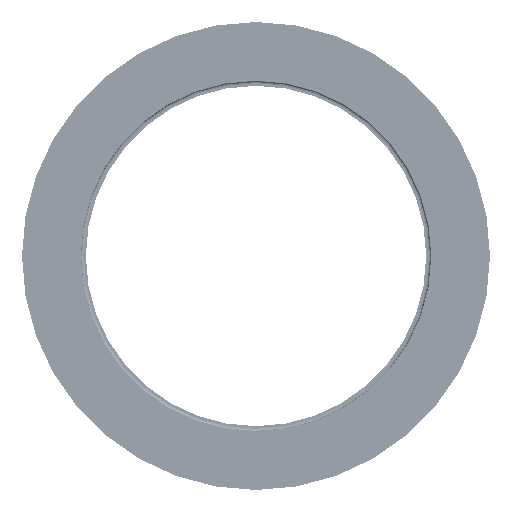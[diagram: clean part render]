
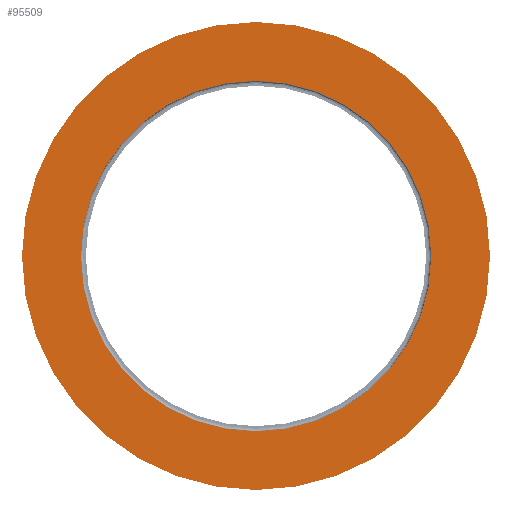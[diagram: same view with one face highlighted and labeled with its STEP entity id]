
A CAD part, left-side view. The second image highlights one B-rep face of the part: STEP entity #95509.
In plain terms, the highlighted planar face has unit normal (-1, 0, 0).
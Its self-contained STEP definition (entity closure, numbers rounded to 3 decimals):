
#1330 = CIRCLE ( 'NONE', #141133, 27.5 ) ;
#1486 = DIRECTION ( 'NONE',  ( -1., 0., 0. ) ) ;
#1797 = DIRECTION ( 'NONE',  ( 0., 0., 1. ) ) ;
#10866 = DIRECTION ( 'NONE',  ( 0., 0., 1. ) ) ;
#11198 = CARTESIAN_POINT ( 'NONE',  ( 0., 0., 0. ) ) ;
#13562 = CARTESIAN_POINT ( 'NONE',  ( 0., 0., -20.6 ) ) ;
#19638 = CARTESIAN_POINT ( 'NONE',  ( 0., 0., -27.5 ) ) ;
#22586 = FACE_BOUND ( 'NONE', #46751, .T. ) ;
#34337 = CARTESIAN_POINT ( 'NONE',  ( 0., 0., 27.5 ) ) ;
#39167 = EDGE_LOOP ( 'NONE', ( #78067, #78261 ) ) ;
#46751 = EDGE_LOOP ( 'NONE', ( #72221, #72545 ) ) ;
#48905 = EDGE_CURVE ( 'NONE', #109017, #112093, #53499, .T. ) ;
#53499 = CIRCLE ( 'NONE', #161844, 27.5 ) ;
#54349 = CARTESIAN_POINT ( 'NONE',  ( 0., 20.6, 0. ) ) ;
#55870 = EDGE_CURVE ( 'NONE', #63840, #59538, #121573, .T. ) ;
#59538 = VERTEX_POINT ( 'NONE', #13562 ) ;
#63840 = VERTEX_POINT ( 'NONE', #167663 ) ;
#66710 = AXIS2_PLACEMENT_3D ( 'NONE', #157496, #79750, #1797 ) ;
#67238 = DIRECTION ( 'NONE',  ( 0., 0., -1. ) ) ;
#69711 = DIRECTION ( 'NONE',  ( -1., 0., 0. ) ) ;
#72221 = ORIENTED_EDGE ( 'NONE', *, *, #55870, .F. ) ;
#72545 = ORIENTED_EDGE ( 'NONE', *, *, #103071, .F. ) ;
#76696 = CIRCLE ( 'NONE', #66710, 20.6 ) ;
#78067 = ORIENTED_EDGE ( 'NONE', *, *, #114440, .T. ) ;
#78261 = ORIENTED_EDGE ( 'NONE', *, *, #48905, .T. ) ;
#79750 = DIRECTION ( 'NONE',  ( -1., 0., 0. ) ) ;
#95509 = ADVANCED_FACE ( 'NONE', ( #22586, #156450 ), #117992, .F. ) ;
#102898 = AXIS2_PLACEMENT_3D ( 'NONE', #162243, #162213, #162021 ) ;
#103071 = EDGE_CURVE ( 'NONE', #59538, #63840, #76696, .T. ) ;
#105616 = AXIS2_PLACEMENT_3D ( 'NONE', #54349, #145186, #67238 ) ;
#109017 = VERTEX_POINT ( 'NONE', #19638 ) ;
#112093 = VERTEX_POINT ( 'NONE', #34337 ) ;
#114440 = EDGE_CURVE ( 'NONE', #112093, #109017, #1330, .T. ) ;
#117992 = PLANE ( 'NONE',  #105616 ) ;
#121573 = CIRCLE ( 'NONE', #102898, 20.6 ) ;
#141133 = AXIS2_PLACEMENT_3D ( 'NONE', #147631, #69711, #160452 ) ;
#145186 = DIRECTION ( 'NONE',  ( 1., 0., 0. ) ) ;
#147631 = CARTESIAN_POINT ( 'NONE',  ( 0., 0., 0. ) ) ;
#156450 = FACE_OUTER_BOUND ( 'NONE', #39167, .T. ) ;
#157496 = CARTESIAN_POINT ( 'NONE',  ( 0., 0., 0. ) ) ;
#160452 = DIRECTION ( 'NONE',  ( 0., 0., 1. ) ) ;
#161844 = AXIS2_PLACEMENT_3D ( 'NONE', #11198, #1486, #10866 ) ;
#162021 = DIRECTION ( 'NONE',  ( 0., 0., 1. ) ) ;
#162213 = DIRECTION ( 'NONE',  ( -1., 0., 0. ) ) ;
#162243 = CARTESIAN_POINT ( 'NONE',  ( 0., 0., 0. ) ) ;
#167663 = CARTESIAN_POINT ( 'NONE',  ( 0., 0., 20.6 ) ) ;
